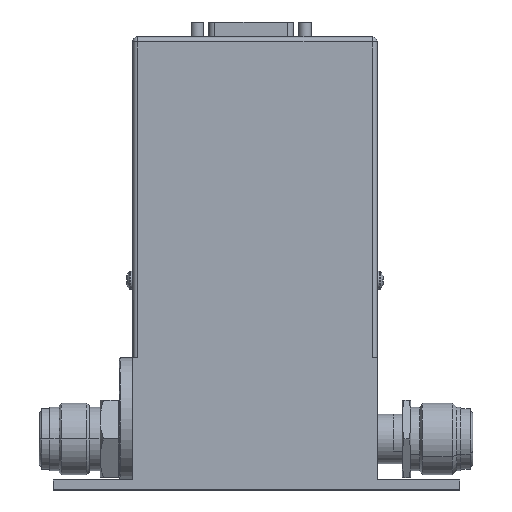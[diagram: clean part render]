
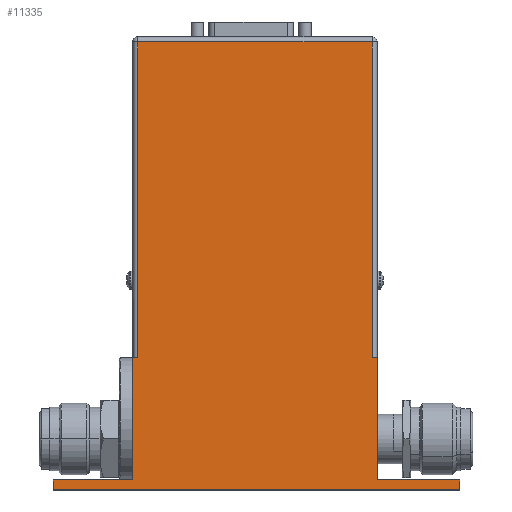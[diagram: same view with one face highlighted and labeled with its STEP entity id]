
A CAD part, top view. The second image highlights one B-rep face of the part: STEP entity #11335.
In plain terms, the highlighted planar face has unit normal (0, 0, 1).
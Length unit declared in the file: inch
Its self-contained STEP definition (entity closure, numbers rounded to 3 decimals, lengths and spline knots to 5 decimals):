
#548=DIRECTION('',(1.,0.,0.));
#549=VECTOR('',#548,0.06);
#550=CARTESIAN_POINT('',(-1.488,1.49,0.745));
#551=LINE('',#550,#549);
#565=DIRECTION('',(0.,1.,0.));
#566=VECTOR('',#565,3.848);
#567=CARTESIAN_POINT('',(-1.428,1.49,0.745));
#568=LINE('',#567,#566);
#628=DIRECTION('',(0.,1.,0.));
#629=VECTOR('',#628,1.49);
#630=CARTESIAN_POINT('',(1.488,0.,0.745));
#631=LINE('',#630,#629);
#670=DIRECTION('',(-1.,0.,0.));
#671=VECTOR('',#670,1.011);
#672=CARTESIAN_POINT('',(2.499,0.,0.745));
#673=LINE('',#672,#671);
#776=DIRECTION('',(-1.,0.,0.));
#777=VECTOR('',#776,4.955);
#778=CARTESIAN_POINT('',(2.499,-0.12,0.745));
#779=LINE('',#778,#777);
#898=DIRECTION('',(0.,-1.,0.));
#899=VECTOR('',#898,0.12);
#900=CARTESIAN_POINT('',(2.499,0.,0.745));
#901=LINE('',#900,#899);
#902=DIRECTION('',(0.,1.,0.));
#903=VECTOR('',#902,0.745);
#904=CARTESIAN_POINT('',(-1.488,0.,0.745));
#905=LINE('',#904,#903);
#906=DIRECTION('',(0.,1.,0.));
#907=VECTOR('',#906,0.745);
#908=CARTESIAN_POINT('',(-1.488,0.745,0.745));
#909=LINE('',#908,#907);
#914=DIRECTION('',(1.,0.,0.));
#915=VECTOR('',#914,2.856);
#916=CARTESIAN_POINT('',(-1.428,5.338,0.745));
#917=LINE('',#916,#915);
#1581=DIRECTION('',(0.,1.,0.));
#1582=VECTOR('',#1581,3.848);
#1583=CARTESIAN_POINT('',(1.428,1.49,0.745));
#1584=LINE('',#1583,#1582);
#1603=DIRECTION('',(1.,0.,0.));
#1604=VECTOR('',#1603,0.06);
#1605=CARTESIAN_POINT('',(1.428,1.49,0.745));
#1606=LINE('',#1605,#1604);
#3552=DIRECTION('',(0.,-1.,0.));
#3553=VECTOR('',#3552,0.12);
#3554=CARTESIAN_POINT('',(-2.456,0.,0.745));
#3555=LINE('',#3554,#3553);
#3596=DIRECTION('',(-1.,0.,0.));
#3597=VECTOR('',#3596,0.968);
#3598=CARTESIAN_POINT('',(-1.488,0.,0.745));
#3599=LINE('',#3598,#3597);
#8856=CARTESIAN_POINT('',(-1.488,0.745,0.745));
#8857=CARTESIAN_POINT('',(-1.488,1.49,0.745));
#8858=VERTEX_POINT('',#8856);
#8859=VERTEX_POINT('',#8857);
#9179=CARTESIAN_POINT('',(2.499,-0.12,0.745));
#9180=CARTESIAN_POINT('',(-2.456,-0.12,0.745));
#9181=VERTEX_POINT('',#9179);
#9182=VERTEX_POINT('',#9180);
#9187=CARTESIAN_POINT('',(2.499,0.,0.745));
#9188=VERTEX_POINT('',#9187);
#9189=CARTESIAN_POINT('',(-2.456,0.,0.745));
#9190=VERTEX_POINT('',#9189);
#9335=CARTESIAN_POINT('',(-1.488,0.,0.745));
#9336=VERTEX_POINT('',#9335);
#9337=CARTESIAN_POINT('',(1.488,0.,0.745));
#9339=VERTEX_POINT('',#9337);
#9343=CARTESIAN_POINT('',(1.488,1.49,0.745));
#9344=VERTEX_POINT('',#9343);
#9609=CARTESIAN_POINT('',(-1.428,5.338,0.745));
#9610=CARTESIAN_POINT('',(1.428,5.338,0.745));
#9611=VERTEX_POINT('',#9609);
#9612=VERTEX_POINT('',#9610);
#9761=CARTESIAN_POINT('',(-1.428,1.49,0.745));
#9763=VERTEX_POINT('',#9761);
#9766=CARTESIAN_POINT('',(1.428,1.49,0.745));
#9768=VERTEX_POINT('',#9766);
#11309=CARTESIAN_POINT('',(-1.488,0.,0.745));
#11310=DIRECTION('',(0.,0.,1.));
#11311=DIRECTION('',(1.,0.,0.));
#11312=AXIS2_PLACEMENT_3D('',#11309,#11310,#11311);
#11313=PLANE('',#11312);
#11314=ORIENTED_EDGE('',*,*,#10928,.T.);
#11315=ORIENTED_EDGE('',*,*,#10946,.T.);
#11317=ORIENTED_EDGE('',*,*,#11316,.T.);
#11319=ORIENTED_EDGE('',*,*,#11318,.F.);
#11321=ORIENTED_EDGE('',*,*,#11320,.T.);
#11322=ORIENTED_EDGE('',*,*,#11067,.F.);
#11323=ORIENTED_EDGE('',*,*,#11102,.F.);
#11324=ORIENTED_EDGE('',*,*,#11303,.T.);
#11325=ORIENTED_EDGE('',*,*,#11198,.T.);
#11327=ORIENTED_EDGE('',*,*,#11326,.F.);
#11329=ORIENTED_EDGE('',*,*,#11328,.F.);
#11331=ORIENTED_EDGE('',*,*,#11330,.T.);
#11332=ORIENTED_EDGE('',*,*,#10913,.T.);
#11333=EDGE_LOOP('',(#11314,#11315,#11317,#11319,#11321,#11322,#11323,#11324,
#11325,#11327,#11329,#11331,#11332));
#11334=FACE_OUTER_BOUND('',#11333,.F.);
#11335=ADVANCED_FACE('',(#11334),#11313,.T.);
#10913=EDGE_CURVE('',#8858,#8859,#909,.T.);
#10928=EDGE_CURVE('',#8859,#9763,#551,.T.);
#10946=EDGE_CURVE('',#9763,#9611,#568,.T.);
#11067=EDGE_CURVE('',#9339,#9344,#631,.T.);
#11102=EDGE_CURVE('',#9188,#9339,#673,.T.);
#11198=EDGE_CURVE('',#9181,#9182,#779,.T.);
#11303=EDGE_CURVE('',#9188,#9181,#901,.T.);
#11316=EDGE_CURVE('',#9611,#9612,#917,.T.);
#11318=EDGE_CURVE('',#9768,#9612,#1584,.T.);
#11320=EDGE_CURVE('',#9768,#9344,#1606,.T.);
#11326=EDGE_CURVE('',#9190,#9182,#3555,.T.);
#11328=EDGE_CURVE('',#9336,#9190,#3599,.T.);
#11330=EDGE_CURVE('',#9336,#8858,#905,.T.);
